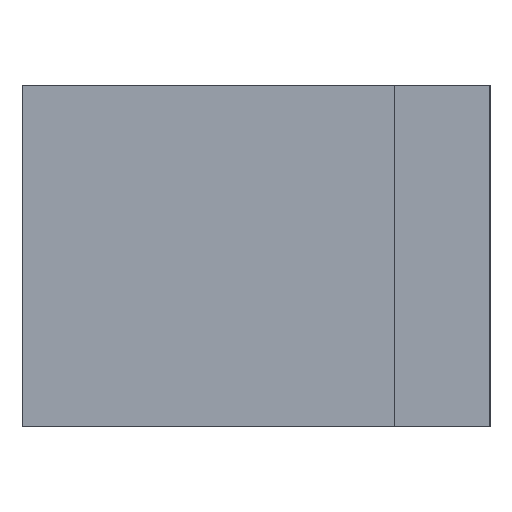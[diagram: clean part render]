
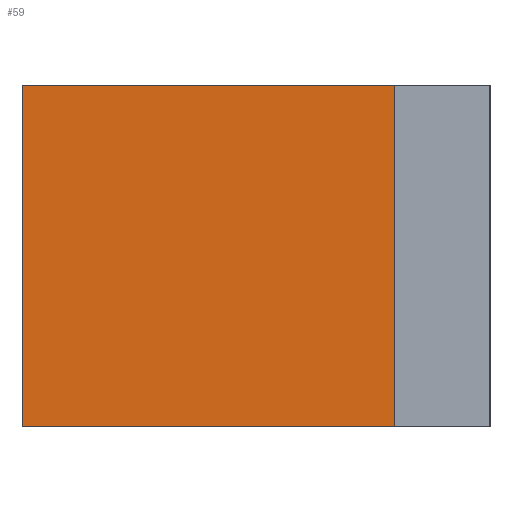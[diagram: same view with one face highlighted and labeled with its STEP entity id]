
A CAD part, left-side view. The second image highlights one B-rep face of the part: STEP entity #59.
In plain terms, the highlighted planar face has unit normal (-1, 0, 0).
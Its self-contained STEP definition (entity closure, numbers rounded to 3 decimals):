
#59=ADVANCED_FACE('',(#95),#503,.T.);
#95=FACE_OUTER_BOUND('',#131,.T.);
#131=EDGE_LOOP('',(#260,#261,#262,#263));
#260=ORIENTED_EDGE('',*,*,#344,.T.);
#261=ORIENTED_EDGE('',*,*,#345,.T.);
#262=ORIENTED_EDGE('',*,*,#346,.T.);
#263=ORIENTED_EDGE('',*,*,#340,.T.);
#340=EDGE_CURVE('',#465,#464,#412,.T.);
#344=EDGE_CURVE('',#464,#468,#416,.T.);
#345=EDGE_CURVE('',#468,#469,#417,.T.);
#346=EDGE_CURVE('',#469,#465,#418,.T.);
#412=B_SPLINE_CURVE_WITH_KNOTS('',1,(#981,#982),.UNSPECIFIED.,.F.,.F.,(2,
2),(-160.,0.),.UNSPECIFIED.);
#416=B_SPLINE_CURVE_WITH_KNOTS('',1,(#991,#992),.UNSPECIFIED.,.F.,.F.,(2,
2),(-175.,0.),.UNSPECIFIED.);
#417=B_SPLINE_CURVE_WITH_KNOTS('',1,(#993,#994),.UNSPECIFIED.,.F.,.F.,(2,
2),(-160.,0.),.UNSPECIFIED.);
#418=B_SPLINE_CURVE_WITH_KNOTS('',1,(#995,#996),.UNSPECIFIED.,.F.,.F.,(2,
2),(-175.,0.),.UNSPECIFIED.);
#464=VERTEX_POINT('',#973);
#465=VERTEX_POINT('',#974);
#468=VERTEX_POINT('',#977);
#469=VERTEX_POINT('',#978);
#503=PLANE('',#716);
#716=AXIS2_PLACEMENT_3D('',#968,#758,$);
#758=DIRECTION('',(-1.,0.,0.));
#968=CARTESIAN_POINT('',(-170.,-192.5,-16.));
#973=CARTESIAN_POINT('',(-170.,-175.,160.));
#974=CARTESIAN_POINT('',(-170.,-175.,0.));
#977=CARTESIAN_POINT('',(-170.,0.,160.));
#978=CARTESIAN_POINT('',(-170.,0.,0.));
#981=CARTESIAN_POINT('',(-170.,-175.,0.));
#982=CARTESIAN_POINT('',(-170.,-175.,160.));
#991=CARTESIAN_POINT('',(-170.,-175.,160.));
#992=CARTESIAN_POINT('',(-170.,0.,160.));
#993=CARTESIAN_POINT('',(-170.,0.,160.));
#994=CARTESIAN_POINT('',(-170.,0.,0.));
#995=CARTESIAN_POINT('',(-170.,0.,0.));
#996=CARTESIAN_POINT('',(-170.,-175.,0.));
